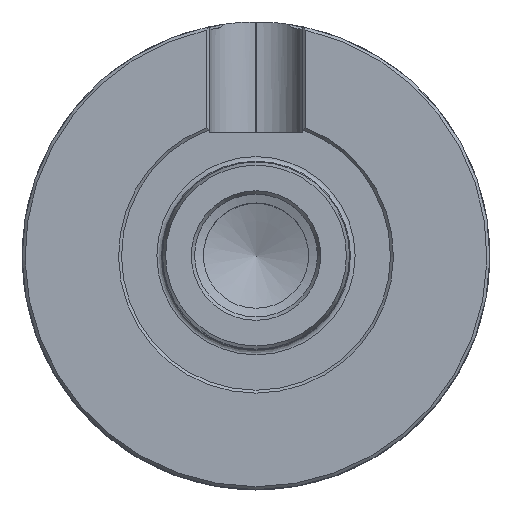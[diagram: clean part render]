
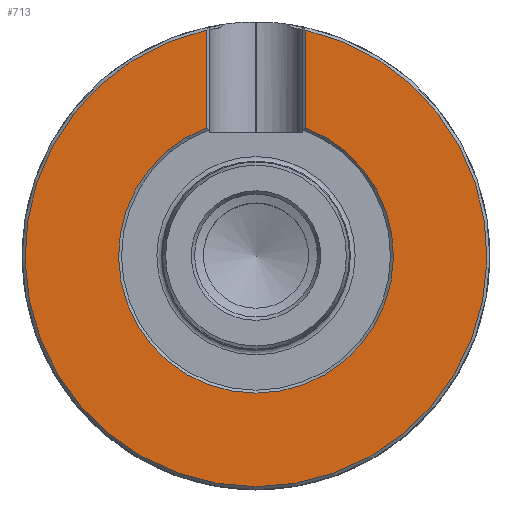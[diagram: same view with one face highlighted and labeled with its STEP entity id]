
A CAD part, top view. The second image highlights one B-rep face of the part: STEP entity #713.
In plain terms, the highlighted face is planar.
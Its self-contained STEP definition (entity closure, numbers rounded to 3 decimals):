
#473=PLANE('',#7815);
#713=ADVANCED_FACE('CU_VLE_LO_SU_1',(#1225),#473,.T.);
#1225=FACE_OUTER_BOUND('',#1615,.T.);
#1615=EDGE_LOOP('',(#3828,#3829,#3830,#3831));
#2414=LINE('',#16351,#2897);
#2415=LINE('',#16355,#2898);
#2897=VECTOR('',#8723,1.);
#2898=VECTOR('',#8726,1.);
#3828=ORIENTED_EDGE('',*,*,#6598,.F.);
#3829=ORIENTED_EDGE('',*,*,#6600,.T.);
#3830=ORIENTED_EDGE('',*,*,#6601,.T.);
#3831=ORIENTED_EDGE('',*,*,#6602,.T.);
#5870=VERTEX_POINT('',#16343);
#5871=VERTEX_POINT('',#16345);
#5872=VERTEX_POINT('',#16352);
#5873=VERTEX_POINT('',#16354);
#6598=EDGE_CURVE('',#5870,#5871,#7519,.T.);
#6600=EDGE_CURVE('',#5870,#5872,#2414,.T.);
#6601=EDGE_CURVE('',#5872,#5873,#7520,.T.);
#6602=EDGE_CURVE('',#5873,#5871,#2415,.T.);
#7519=CIRCLE('',#7812,23.5);
#7520=CIRCLE('',#7814,39.5);
#7812=AXIS2_PLACEMENT_3D('',#16344,#8719,#8720);
#7814=AXIS2_PLACEMENT_3D('',#16353,#8724,#8725);
#7815=AXIS2_PLACEMENT_3D('',#16356,#8727,#8728);
#8719=DIRECTION('',(0.,1.,0.));
#8720=DIRECTION('',(-1.,0.,0.));
#8723=DIRECTION('',(0.,0.,1.));
#8724=DIRECTION('',(0.,1.,0.));
#8725=DIRECTION('',(-1.,0.,0.));
#8726=DIRECTION('',(0.,0.,-1.));
#8727=DIRECTION('',(0.,1.,0.));
#8728=DIRECTION('',(-1.,0.,0.));
#16343=CARTESIAN_POINT('',(8.511,0.,21.905));
#16344=CARTESIAN_POINT('',(0.,0.,0.));
#16345=CARTESIAN_POINT('',(-8.511,0.,21.905));
#16351=CARTESIAN_POINT('',(8.511,0.,23.5));
#16352=CARTESIAN_POINT('',(8.511,0.,38.572));
#16353=CARTESIAN_POINT('',(0.,0.,0.));
#16354=CARTESIAN_POINT('',(-8.511,0.,38.572));
#16355=CARTESIAN_POINT('',(-8.511,0.,23.5));
#16356=CARTESIAN_POINT('',(0.,0.,23.5));
